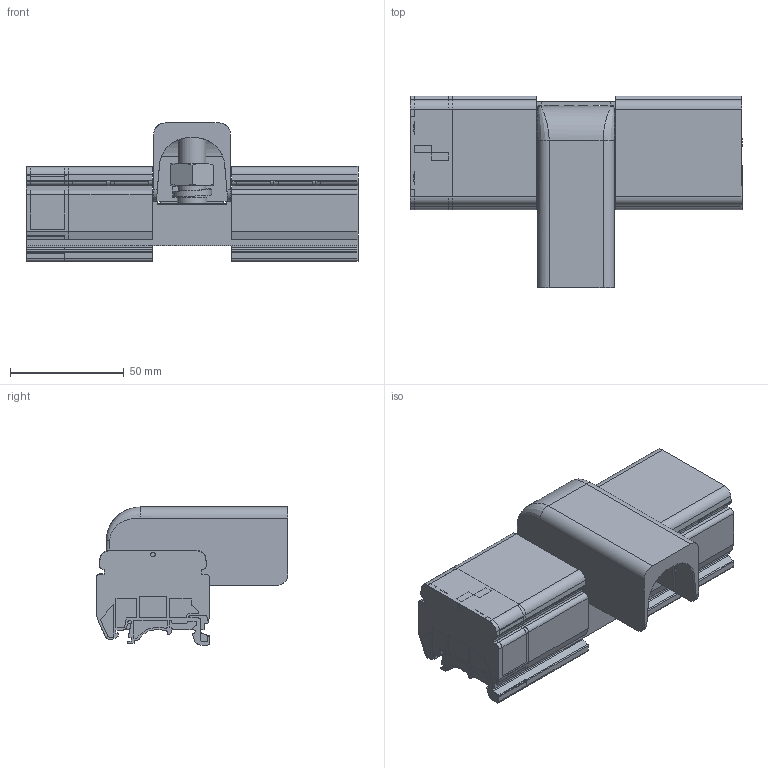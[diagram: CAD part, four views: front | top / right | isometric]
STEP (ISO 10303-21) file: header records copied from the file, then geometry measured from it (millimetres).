
FILE_DESCRIPTION(/* description */ ('Unknown'),/* implementation_level */ '2;1');
FILE_NAME(/* name */ 'DBK150_M6C_1X6_3D_SOLID',/* time_stamp */ '2025-03-22T16:57:42+05:00',/* author */ ('Unknown'),/* organization */ ('Unknown'),/* preprocessor_version */ 'ST-DEVELOPER v16.7',/* originating_system */ 'Solid Edge',/* authorisation */ 'Unknown');
FILE_SCHEMA (('AUTOMOTIVE_DESIGN {1 0 10303 214 3 1 1}'));
Length unit declared in the file: millimetre
Products named in the file (1): DBK150_M6C_1X6_3D_SOLID
Bounding box: 146.07 x 84.38 x 60.75 mm (x, y, z)
Volume: 247412.4 mm3; surface area: 83388.9 mm2
Topology: 3 solids, 20 shells, 1327 faces, 3743 edges, 2441 vertices
Faces by surface type: plane 864, cylinder 351, bspline 57, cone 32, torus 13, sphere 10
Full cylindrical faces by diameter (mm): 1.5 x8, 1.98 x1, 3 x4, 3.15 x4, 3.5 x4, 6 x6, 6.6 x4, 12 x4, 12.5 x2, 13 x2
Entity records: 52726 total; most frequent: CARTESIAN_POINT 9734, ORIENTED_EDGE 7218, DIRECTION 6697, EDGE_CURVE 3609, LINE 2535, VECTOR 2535, VERTEX_POINT 2396, AXIS2_PLACEMENT_3D 2081
